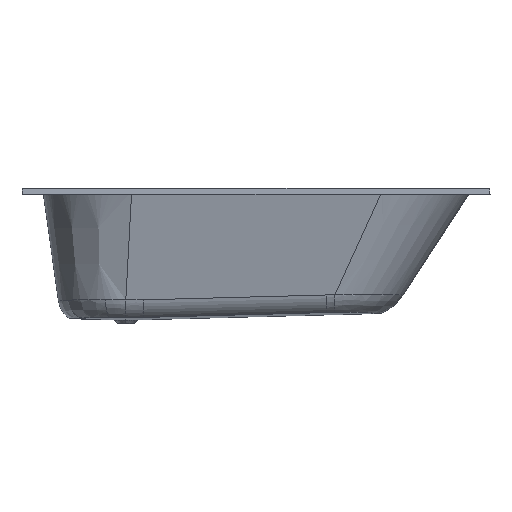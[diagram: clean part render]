
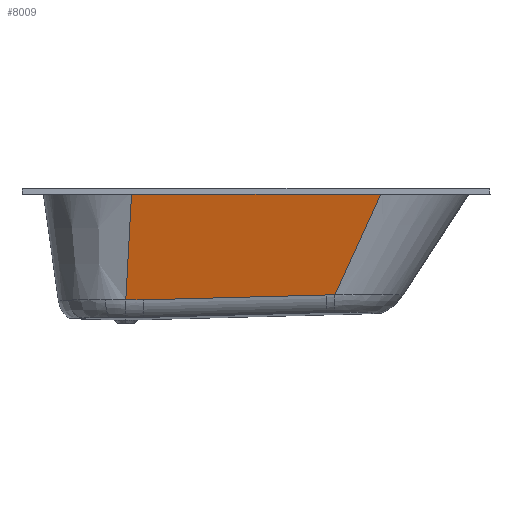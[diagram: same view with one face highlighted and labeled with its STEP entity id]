
A CAD part, front view. The second image highlights one B-rep face of the part: STEP entity #8009.
In plain terms, the highlighted planar face has unit normal (0, 0.982, 0.191).
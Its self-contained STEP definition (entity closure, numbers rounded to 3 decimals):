
#1958=CARTESIAN_POINT('',(-445.456,-231.147,
-381.941));
#3059=DIRECTION('',(0.053,-0.191,0.98));
#3060=VECTOR('',#3059,379.575);
#3061=CARTESIAN_POINT('',(-445.456,-231.147,
-381.941));
#3062=LINE('',#3061,#3060);
#3063=CARTESIAN_POINT('',(-386.259,-231.231,
-381.509));
#3064=CARTESIAN_POINT('',(-405.987,-231.129,
-382.034));
#3065=CARTESIAN_POINT('',(-425.723,-231.152,
-381.917));
#3066=CARTESIAN_POINT('',(-445.456,-231.147,
-381.941));
#3068=DIRECTION('',(-1.,0.005,-0.027));
#3069=VECTOR('',#3068,626.426);
#3070=CARTESIAN_POINT('',(239.937,-234.472,
-364.834));
#3071=LINE('',#3070,#3069);
#3072=CARTESIAN_POINT('',(270.268,-234.629,
-364.027));
#3073=CARTESIAN_POINT('',(269.452,-234.625,
-364.049));
#3074=CARTESIAN_POINT('',(266.186,-234.608,
-364.135));
#3075=CARTESIAN_POINT('',(261.832,-234.585,
-364.252));
#3076=CARTESIAN_POINT('',(256.843,-234.56,
-364.384));
#3077=CARTESIAN_POINT('',(252.368,-234.536,
-364.504));
#3078=CARTESIAN_POINT('',(247.875,-234.513,
-364.623));
#3079=CARTESIAN_POINT('',(243.57,-234.491,
-364.738));
#3080=CARTESIAN_POINT('',(241.201,-234.479,
-364.801));
#3081=CARTESIAN_POINT('',(239.937,-234.472,
-364.834));
#3083=DIRECTION('',(-0.408,0.174,-0.896));
#3084=VECTOR('',#3083,395.152);
#3085=CARTESIAN_POINT('',(431.424,-303.472,
-9.859));
#3086=LINE('',#3085,#3084);
#3087=DIRECTION('',(1.,0.,0.));
#3088=VECTOR('',#3087,856.424);
#3089=CARTESIAN_POINT('',(-425.,-303.472,
-9.859));
#3090=LINE('',#3089,#3088);
#3378=DIRECTION('',(1.,0.,0.));
#3379=VECTOR('',#3378,0.423);
#3380=CARTESIAN_POINT('',(-425.423,-303.472,
-9.859));
#3381=LINE('',#3380,#3379);
#3418=CARTESIAN_POINT('',(-425.423,-303.472,
-9.859));
#3673=VERTEX_POINT('',#3418);
#3864=CARTESIAN_POINT('',(-425.,-303.472,-9.859));
#3866=VERTEX_POINT('',#3864);
#3868=CARTESIAN_POINT('',(431.424,-303.472,-9.859));
#3870=VERTEX_POINT('',#3868);
#3903=VERTEX_POINT('',#1958);
#3904=VERTEX_POINT('',#3063);
#3905=CARTESIAN_POINT('',(239.937,-234.472,
-364.834));
#3906=VERTEX_POINT('',#3905);
#3907=VERTEX_POINT('',#3072);
#7991=CARTESIAN_POINT('',(-7.016,-267.309,-195.905));
#7992=DIRECTION('',(0.,0.982,0.191));
#7993=DIRECTION('',(0.,-0.191,0.982));
#7994=AXIS2_PLACEMENT_3D('',#7991,#7992,#7993);
#7995=PLANE('',#7994);
#7996=ORIENTED_EDGE('',*,*,#7044,.F.);
#7997=ORIENTED_EDGE('',*,*,#6312,.F.);
#7998=ORIENTED_EDGE('',*,*,#6259,.F.);
#8000=ORIENTED_EDGE('',*,*,#7999,.F.);
#8002=ORIENTED_EDGE('',*,*,#8001,.F.);
#8004=ORIENTED_EDGE('',*,*,#8003,.F.);
#8006=ORIENTED_EDGE('',*,*,#8005,.F.);
#8007=EDGE_LOOP('',(#7996,#7997,#7998,#8000,#8002,#8004,#8006));
#8008=FACE_OUTER_BOUND('',#8007,.F.);
#8009=ADVANCED_FACE('',(#8008),#7995,.T.);
#3067=B_SPLINE_CURVE_WITH_KNOTS('',3,(#3063,#3064,#3065,#3066),.UNSPECIFIED.,
.F.,.F.,(4,4),(0.,1.),.UNSPECIFIED.);
#3082=B_SPLINE_CURVE_WITH_KNOTS('',3,(#3072,#3073,#3074,#3075,#3076,#3077,#3078,
#3079,#3080,#3081),.UNSPECIFIED.,.F.,.F.,(4,1,1,1,1,1,1,4),(0.,
0.081,0.323,0.431,0.574,
0.766,0.875,1.),.UNSPECIFIED.);
#6259=EDGE_CURVE('',#3906,#3904,#3071,.T.);
#6312=EDGE_CURVE('',#3904,#3903,#3067,.T.);
#7044=EDGE_CURVE('',#3903,#3673,#3062,.T.);
#7999=EDGE_CURVE('',#3907,#3906,#3082,.T.);
#8001=EDGE_CURVE('',#3870,#3907,#3086,.T.);
#8003=EDGE_CURVE('',#3866,#3870,#3090,.T.);
#8005=EDGE_CURVE('',#3673,#3866,#3381,.T.);
